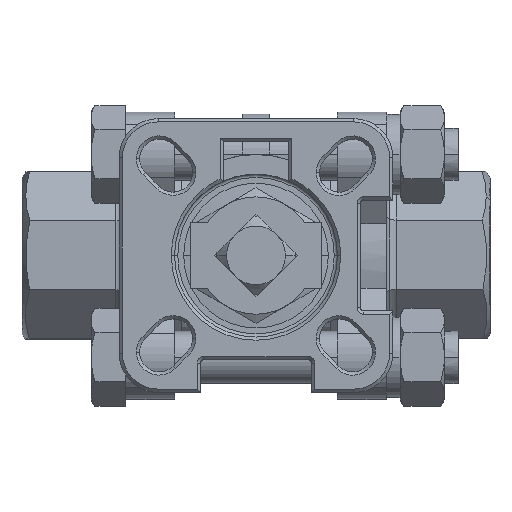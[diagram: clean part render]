
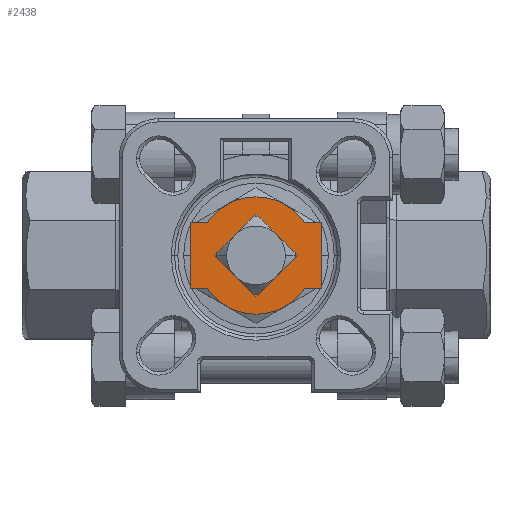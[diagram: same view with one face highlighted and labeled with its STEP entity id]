
A CAD part, top view. The second image highlights one B-rep face of the part: STEP entity #2438.
In plain terms, the highlighted planar face has unit normal (0, 0, 1).
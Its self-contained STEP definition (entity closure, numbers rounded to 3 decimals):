
#2438=ADVANCED_FACE('',(#5154,#5155),#5156,.T.);
#5154=FACE_BOUND('',#9084,.T.);
#5155=FACE_OUTER_BOUND('',#9085,.T.);
#5156=PLANE('',#9086);
#9084=EDGE_LOOP('',(#16305,#16306,#16307,#16308));
#9085=EDGE_LOOP('',(#16309,#16310,#16311,#16312,#16313,#16314,#16315,#16316,#16317,#16318));
#9086=AXIS2_PLACEMENT_3D('',#16319,#16320,#16321);
#16305=ORIENTED_EDGE('',*,*,#20769,.T.);
#16306=ORIENTED_EDGE('',*,*,#20765,.T.);
#16307=ORIENTED_EDGE('',*,*,#20761,.T.);
#16308=ORIENTED_EDGE('',*,*,#20773,.T.);
#16309=ORIENTED_EDGE('',*,*,#20782,.T.);
#16310=ORIENTED_EDGE('',*,*,#20815,.F.);
#16311=ORIENTED_EDGE('',*,*,#20802,.T.);
#16312=ORIENTED_EDGE('',*,*,#20797,.T.);
#16313=ORIENTED_EDGE('',*,*,#20752,.T.);
#16314=ORIENTED_EDGE('',*,*,#20794,.T.);
#16315=ORIENTED_EDGE('',*,*,#20807,.T.);
#16316=ORIENTED_EDGE('',*,*,#20779,.T.);
#16317=ORIENTED_EDGE('',*,*,#20755,.T.);
#16318=ORIENTED_EDGE('',*,*,#20789,.T.);
#16319=CARTESIAN_POINT('',(0.,-9.,42.6));
#16320=DIRECTION('',(0.,0.,1.0));
#16321=DIRECTION('',(1.0,0.,0.));
#20752=EDGE_CURVE('',#25205,#25209,#25211,.T.);
#20755=EDGE_CURVE('',#25216,#25213,#25217,.T.);
#20761=EDGE_CURVE('',#25227,#25225,#25228,.T.);
#20765=EDGE_CURVE('',#25233,#25227,#25234,.T.);
#20769=EDGE_CURVE('',#25239,#25233,#25240,.T.);
#20773=EDGE_CURVE('',#25225,#25239,#25244,.T.);
#20779=EDGE_CURVE('',#25247,#25216,#25254,.T.);
#20782=EDGE_CURVE('',#25259,#25256,#25260,.T.);
#20789=EDGE_CURVE('',#25213,#25259,#25270,.T.);
#20794=EDGE_CURVE('',#25209,#25277,#25279,.T.);
#20797=EDGE_CURVE('',#25282,#25205,#25283,.T.);
#20802=EDGE_CURVE('',#25290,#25282,#25291,.T.);
#20807=EDGE_CURVE('',#25277,#25247,#25298,.T.);
#20815=EDGE_CURVE('',#25290,#25256,#25306,.T.);
#25205=VERTEX_POINT('',#32468);
#25209=VERTEX_POINT('',#32473);
#25211=CIRCLE('',#32476,9.);
#25213=VERTEX_POINT('',#32478);
#25216=VERTEX_POINT('',#32482);
#25217=CIRCLE('',#32483,9.0);
#25225=VERTEX_POINT('',#32493);
#25227=VERTEX_POINT('',#32496);
#25228=LINE('',#32497,#32498);
#25233=VERTEX_POINT('',#32505);
#25234=LINE('',#32506,#32507);
#25239=VERTEX_POINT('',#32514);
#25240=LINE('',#32515,#32516);
#25244=LINE('',#32522,#32523);
#25247=VERTEX_POINT('',#32526);
#25254=LINE('',#32537,#32538);
#25256=VERTEX_POINT('',#32540);
#25259=VERTEX_POINT('',#32544);
#25260=LINE('',#32545,#32546);
#25270=CIRCLE('',#32560,9.0);
#25277=VERTEX_POINT('',#32569);
#25279=LINE('',#32572,#32573);
#25282=VERTEX_POINT('',#32577);
#25283=CIRCLE('',#32578,9.);
#25290=VERTEX_POINT('',#32587);
#25291=LINE('',#32588,#32589);
#25298=LINE('',#32599,#32600);
#25306=LINE('',#32612,#32613);
#32468=CARTESIAN_POINT('',(0.,-9.,42.6));
#32473=CARTESIAN_POINT('',(7.483,-5.,42.6));
#32476=AXIS2_PLACEMENT_3D('',#38226,#38227,#38228);
#32478=CARTESIAN_POINT('',(0.,9.,42.6));
#32482=CARTESIAN_POINT('',(7.483,5.,42.6));
#32483=AXIS2_PLACEMENT_3D('',#38230,#38231,#38232);
#32493=CARTESIAN_POINT('',(-6.364,0.,42.6));
#32496=CARTESIAN_POINT('',(0.,-6.364,42.6));
#32497=CARTESIAN_POINT('',(-0.932,-5.432,42.6));
#32498=VECTOR('',#38239,10.0);
#32505=CARTESIAN_POINT('',(6.364,0.,42.6));
#32506=CARTESIAN_POINT('',(0.932,-5.432,42.6));
#32507=VECTOR('',#38242,10.0);
#32514=CARTESIAN_POINT('',(0.,6.364,42.6));
#32515=CARTESIAN_POINT('',(5.432,0.932,42.6));
#32516=VECTOR('',#38245,10.0);
#32522=CARTESIAN_POINT('',(-5.432,0.932,42.6));
#32523=VECTOR('',#38248,10.0);
#32526=CARTESIAN_POINT('',(10.,5.0,42.6));
#32537=CARTESIAN_POINT('',(6.74,5.0,42.6));
#32538=VECTOR('',#38253,10.0);
#32540=CARTESIAN_POINT('',(-10.0,5.,42.6));
#32544=CARTESIAN_POINT('',(-7.483,5.,42.6));
#32545=CARTESIAN_POINT('',(-5.653,5.,42.6));
#32546=VECTOR('',#38255,10.0);
#32560=AXIS2_PLACEMENT_3D('',#38263,#38264,#38265);
#32569=CARTESIAN_POINT('',(10.,-5.0,42.6));
#32572=CARTESIAN_POINT('',(6.74,-5.0,42.6));
#32573=VECTOR('',#38269,10.0);
#32577=CARTESIAN_POINT('',(-7.483,-5.0,42.6));
#32578=AXIS2_PLACEMENT_3D('',#38271,#38272,#38273);
#32587=CARTESIAN_POINT('',(-10.0,-5.0,42.6));
#32588=CARTESIAN_POINT('',(-5.653,-5.0,42.6));
#32589=VECTOR('',#38279,10.0);
#32599=CARTESIAN_POINT('',(10.,-9.,42.6));
#32600=VECTOR('',#38283,10.0);
#32612=CARTESIAN_POINT('',(-10.0,-9.,42.6));
#32613=VECTOR('',#38288,10.0);
#38226=CARTESIAN_POINT('',(0.,0.,42.6));
#38227=DIRECTION('',(0.,0.,1.0));
#38228=DIRECTION('',(0.,-1.0,0.));
#38230=CARTESIAN_POINT('',(0.,0.,42.6));
#38231=DIRECTION('',(0.,0.,1.0));
#38232=DIRECTION('',(0.,-1.0,0.));
#38239=DIRECTION('',(-0.707,0.707,0.));
#38242=DIRECTION('',(-0.707,-0.707,0.));
#38245=DIRECTION('',(0.707,-0.707,0.));
#38248=DIRECTION('',(0.707,0.707,0.));
#38253=DIRECTION('',(-1.0,0.,0.));
#38255=DIRECTION('',(-1.0,0.,0.));
#38263=CARTESIAN_POINT('',(0.,0.,42.6));
#38264=DIRECTION('',(0.,0.,1.0));
#38265=DIRECTION('',(0.,-1.0,0.));
#38269=DIRECTION('',(1.0,0.,0.));
#38271=CARTESIAN_POINT('',(0.,0.,42.6));
#38272=DIRECTION('',(0.,0.,1.0));
#38273=DIRECTION('',(0.,-1.0,0.));
#38279=DIRECTION('',(1.0,0.,0.));
#38283=DIRECTION('',(0.,1.0,0.));
#38288=DIRECTION('',(0.,1.0,0.));
